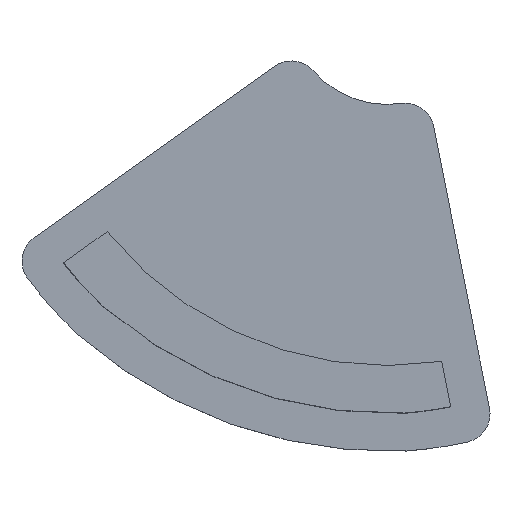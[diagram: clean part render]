
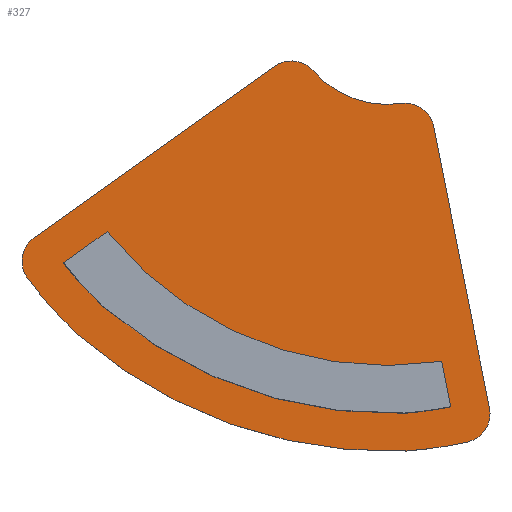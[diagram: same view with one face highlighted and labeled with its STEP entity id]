
A CAD part, top view. The second image highlights one B-rep face of the part: STEP entity #327.
In plain terms, the highlighted planar face has unit normal (0, 0, 1).
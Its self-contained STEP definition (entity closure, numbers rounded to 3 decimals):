
#16=PLANE('',#369);
#31=LINE('',#554,#55);
#32=LINE('',#560,#56);
#33=LINE('',#564,#57);
#34=LINE('',#572,#58);
#55=VECTOR('',#439,1000.);
#56=VECTOR('',#446,1000.);
#57=VECTOR('',#449,1000.);
#58=VECTOR('',#456,1000.);
#87=ORIENTED_EDGE('',*,*,#183,.T.);
#88=ORIENTED_EDGE('',*,*,#181,.F.);
#89=ORIENTED_EDGE('',*,*,#184,.F.);
#90=ORIENTED_EDGE('',*,*,#177,.F.);
#91=ORIENTED_EDGE('',*,*,#185,.F.);
#92=ORIENTED_EDGE('',*,*,#186,.F.);
#93=ORIENTED_EDGE('',*,*,#187,.F.);
#94=ORIENTED_EDGE('',*,*,#173,.F.);
#95=ORIENTED_EDGE('',*,*,#188,.F.);
#96=ORIENTED_EDGE('',*,*,#169,.F.);
#97=ORIENTED_EDGE('',*,*,#189,.F.);
#98=ORIENTED_EDGE('',*,*,#190,.T.);
#99=ORIENTED_EDGE('',*,*,#191,.T.);
#100=ORIENTED_EDGE('',*,*,#192,.T.);
#101=ORIENTED_EDGE('',*,*,#193,.T.);
#102=ORIENTED_EDGE('',*,*,#194,.F.);
#169=EDGE_CURVE('',#217,#218,#248,.T.);
#173=EDGE_CURVE('',#221,#222,#250,.T.);
#177=EDGE_CURVE('',#225,#226,#252,.T.);
#181=EDGE_CURVE('',#229,#230,#254,.T.);
#183=EDGE_CURVE('',#217,#230,#255,.T.);
#184=EDGE_CURVE('',#226,#229,#31,.T.);
#185=EDGE_CURVE('',#231,#225,#256,.T.);
#186=EDGE_CURVE('',#232,#231,#257,.T.);
#187=EDGE_CURVE('',#222,#232,#258,.T.);
#188=EDGE_CURVE('',#218,#221,#32,.T.);
#189=EDGE_CURVE('',#233,#234,#259,.T.);
#190=EDGE_CURVE('',#233,#235,#33,.T.);
#191=EDGE_CURVE('',#235,#236,#260,.T.);
#192=EDGE_CURVE('',#236,#237,#261,.T.);
#193=EDGE_CURVE('',#237,#238,#262,.T.);
#194=EDGE_CURVE('',#234,#238,#34,.T.);
#217=VERTEX_POINT('',#521);
#218=VERTEX_POINT('',#523);
#221=VERTEX_POINT('',#530);
#222=VERTEX_POINT('',#532);
#225=VERTEX_POINT('',#539);
#226=VERTEX_POINT('',#541);
#229=VERTEX_POINT('',#548);
#230=VERTEX_POINT('',#550);
#231=VERTEX_POINT('',#556);
#232=VERTEX_POINT('',#558);
#233=VERTEX_POINT('',#562);
#234=VERTEX_POINT('',#563);
#235=VERTEX_POINT('',#565);
#236=VERTEX_POINT('',#567);
#237=VERTEX_POINT('',#569);
#238=VERTEX_POINT('',#571);
#248=CIRCLE('',#359,1.);
#250=CIRCLE('',#362,1.);
#252=CIRCLE('',#365,1.);
#254=CIRCLE('',#368,1.);
#255=CIRCLE('',#370,3.402);
#256=CIRCLE('',#371,14.89);
#257=CIRCLE('',#372,16.3);
#258=CIRCLE('',#373,14.89);
#259=CIRCLE('',#374,12.402);
#260=CIRCLE('',#375,13.59);
#261=CIRCLE('',#376,15.);
#262=CIRCLE('',#377,13.59);
#275=EDGE_LOOP('',(#87,#88,#89,#90,#91,#92,#93,#94,#95,#96));
#276=EDGE_LOOP('',(#97,#98,#99,#100,#101,#102));
#295=FACE_BOUND('',#275,.T.);
#296=FACE_BOUND('',#276,.T.);
#327=ADVANCED_FACE('',(#295,#296),#16,.F.);
#359=AXIS2_PLACEMENT_3D('',#522,#408,#409);
#362=AXIS2_PLACEMENT_3D('',#531,#416,#417);
#365=AXIS2_PLACEMENT_3D('',#540,#424,#425);
#368=AXIS2_PLACEMENT_3D('',#549,#432,#433);
#369=AXIS2_PLACEMENT_3D('',#552,#435,#436);
#370=AXIS2_PLACEMENT_3D('',#553,#437,#438);
#371=AXIS2_PLACEMENT_3D('',#555,#440,#441);
#372=AXIS2_PLACEMENT_3D('',#557,#442,#443);
#373=AXIS2_PLACEMENT_3D('',#559,#444,#445);
#374=AXIS2_PLACEMENT_3D('',#561,#447,#448);
#375=AXIS2_PLACEMENT_3D('',#566,#450,#451);
#376=AXIS2_PLACEMENT_3D('',#568,#452,#453);
#377=AXIS2_PLACEMENT_3D('',#570,#454,#455);
#408=DIRECTION('',(0.,0.,-1.));
#409=DIRECTION('',(-1.,0.,0.));
#416=DIRECTION('',(0.,0.,-1.));
#417=DIRECTION('',(-1.,0.,0.));
#424=DIRECTION('',(0.,0.,-1.));
#425=DIRECTION('',(-1.,0.,0.));
#432=DIRECTION('',(0.,0.,-1.));
#433=DIRECTION('',(-1.,0.,0.));
#435=DIRECTION('',(0.,0.,-1.));
#436=DIRECTION('',(-1.,0.,0.));
#437=DIRECTION('',(0.,0.,-1.));
#438=DIRECTION('',(-1.,0.,0.));
#439=DIRECTION('',(0.814,0.58,0.));
#440=DIRECTION('',(0.,0.,-1.));
#441=DIRECTION('',(-1.,0.,0.));
#442=DIRECTION('',(0.,0.,-1.));
#443=DIRECTION('',(-1.,0.,0.));
#444=DIRECTION('',(0.,0.,-1.));
#445=DIRECTION('',(-1.,0.,0.));
#446=DIRECTION('',(0.194,-0.981,0.));
#447=DIRECTION('',(0.,0.,-1.));
#448=DIRECTION('',(-1.,0.,0.));
#449=DIRECTION('',(0.194,-0.981,0.));
#450=DIRECTION('',(0.,0.,-1.));
#451=DIRECTION('',(-1.,0.,0.));
#452=DIRECTION('',(0.,0.,-1.));
#453=DIRECTION('',(-1.,0.,0.));
#454=DIRECTION('',(0.,0.,-1.));
#455=DIRECTION('',(-1.,0.,0.));
#456=DIRECTION('',(-0.814,-0.58,0.));
#521=CARTESIAN_POINT('',(4.087,5.812,0.8));
#522=CARTESIAN_POINT('',(4.227,4.822,0.8));
#523=CARTESIAN_POINT('',(5.208,5.016,0.8));
#530=CARTESIAN_POINT('',(7.127,-4.679,0.8));
#531=CARTESIAN_POINT('',(6.146,-4.873,0.8));
#532=CARTESIAN_POINT('',(6.361,-5.849,0.8));
#539=CARTESIAN_POINT('',(-8.774,-0.219,0.8));
#540=CARTESIAN_POINT('',(-7.973,0.38,0.8));
#541=CARTESIAN_POINT('',(-8.553,1.194,0.8));
#548=CARTESIAN_POINT('',(-0.279,7.091,0.8));
#549=CARTESIAN_POINT('',(0.301,6.277,0.8));
#550=CARTESIAN_POINT('',(1.053,6.937,0.8));
#552=CARTESIAN_POINT('',(-1.023,-1.572,0.8));
#553=CARTESIAN_POINT('',(3.61,9.18,0.8));
#554=CARTESIAN_POINT('',(-7.672,1.822,0.8));
#555=CARTESIAN_POINT('',(3.156,8.691,0.8));
#556=CARTESIAN_POINT('',(-7.064,-2.137,0.8));
#557=CARTESIAN_POINT('',(3.667,10.132,0.8));
#558=CARTESIAN_POINT('',(4.267,-6.157,0.8));
#559=CARTESIAN_POINT('',(3.156,8.691,0.8));
#560=CARTESIAN_POINT('',(6.937,-3.72,0.8));
#561=CARTESIAN_POINT('',(3.61,9.18,0.8));
#562=CARTESIAN_POINT('',(5.485,-3.079,0.8));
#563=CARTESIAN_POINT('',(-6.039,1.389,0.8));
#564=CARTESIAN_POINT('',(5.668,-4.007,0.8));
#565=CARTESIAN_POINT('',(5.794,-4.64,0.8));
#566=CARTESIAN_POINT('',(3.156,8.691,0.8));
#567=CARTESIAN_POINT('',(4.195,-4.859,0.8));
#568=CARTESIAN_POINT('',(3.667,10.132,0.8));
#569=CARTESIAN_POINT('',(-6.19,-1.175,0.8));
#570=CARTESIAN_POINT('',(3.156,8.691,0.8));
#571=CARTESIAN_POINT('',(-7.546,0.315,0.8));
#572=CARTESIAN_POINT('',(-6.915,0.765,0.8));
